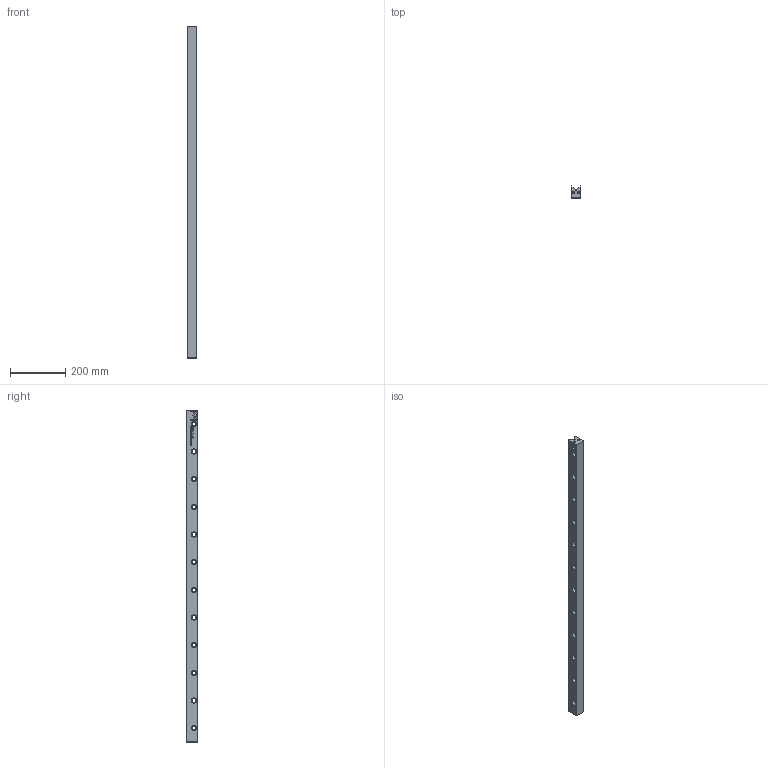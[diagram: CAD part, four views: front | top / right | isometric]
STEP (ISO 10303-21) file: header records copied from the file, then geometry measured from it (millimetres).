
FILE_DESCRIPTION(/* description */ (''),/* implementation_level */ '2;1');
FILE_NAME(/* name */ 'N3045_1200.stp',/* time_stamp */ '2024-12-04T10:37:27+01:00',/* author */ (''),/* organization */ (''),/* preprocessor_version */ 'ST-DEVELOPER v16.7',/* originating_system */ 'SIEMENS PLM Software NX 12.0',/* authorisation */ '');
FILE_SCHEMA (('AUTOMOTIVE_DESIGN { 1 0 10303 214 3 1 1 1 }'));
Length unit declared in the file: millimetre
Products named in the file (1): NO3045_1200_stp
Bounding box: 35 x 42.5 x 1200 mm (x, y, z)
Volume: 1411546 mm3; surface area: 223781.3 mm2
Topology: 1 solids, 1 shells, 461 faces, 1142 edges, 732 vertices
Faces by surface type: plane 249, bspline 90, cone 64, cylinder 58
Entity records: 16092 total; most frequent: CARTESIAN_POINT 3578, ORIENTED_EDGE 2284, DIRECTION 1886, EDGE_CURVE 1142, LINE 782, VECTOR 782, VERTEX_POINT 732, AXIS2_PLACEMENT_3D 552
